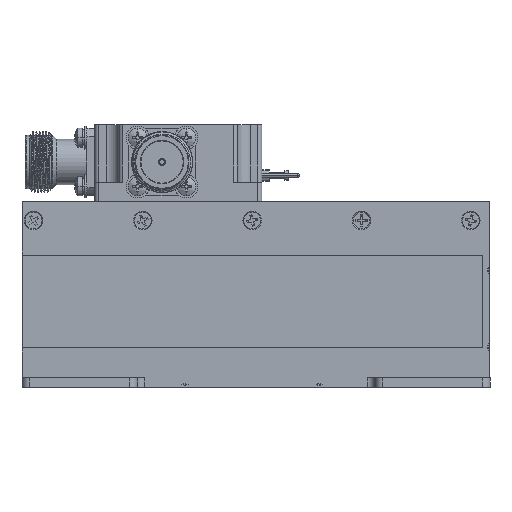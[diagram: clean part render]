
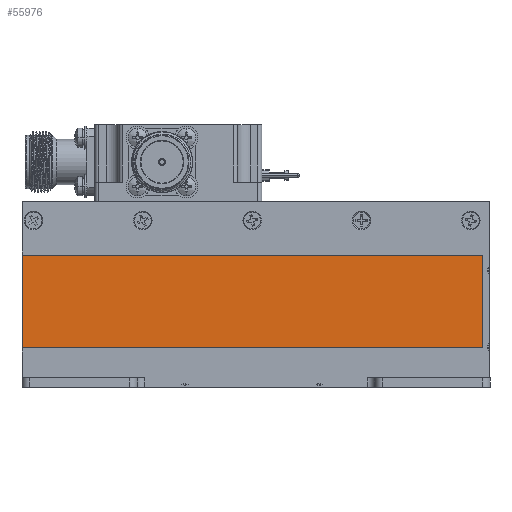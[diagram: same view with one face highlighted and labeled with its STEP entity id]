
A CAD part, left-side view. The second image highlights one B-rep face of the part: STEP entity #55976.
In plain terms, the highlighted planar face has unit normal (-1, 0, 0).
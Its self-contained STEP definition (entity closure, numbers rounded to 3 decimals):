
#3033 = CARTESIAN_POINT ( 'NONE',  ( 50.127, -57.5, -58.2 ) ) ;
#3625 = CARTESIAN_POINT ( 'NONE',  ( 50.127, 62.5, -34. ) ) ;
#3908 = LINE ( 'NONE', #54522, #80397 ) ;
#4618 = EDGE_CURVE ( 'NONE', #11560, #89765, #71323, .T. ) ;
#5264 = FACE_OUTER_BOUND ( 'NONE', #83000, .T. ) ;
#11560 = VERTEX_POINT ( 'NONE', #85467 ) ;
#15345 = CARTESIAN_POINT ( 'NONE',  ( 50.127, -57.5, -34. ) ) ;
#21219 = LINE ( 'NONE', #38284, #39046 ) ;
#21648 = AXIS2_PLACEMENT_3D ( 'NONE', #46807, #109847, #81491 ) ;
#25020 = CARTESIAN_POINT ( 'NONE',  ( 50.127, -57.5, -34. ) ) ;
#25808 = EDGE_CURVE ( 'NONE', #37913, #11560, #21219, .T. ) ;
#37913 = VERTEX_POINT ( 'NONE', #3625 ) ;
#38284 = CARTESIAN_POINT ( 'NONE',  ( 50.127, 62.5, -34. ) ) ;
#38597 = DIRECTION ( 'NONE',  ( 0., 0., 1. ) ) ;
#39046 = VECTOR ( 'NONE', #46255, 1000. ) ;
#39975 = PLANE ( 'NONE',  #21648 ) ;
#46255 = DIRECTION ( 'NONE',  ( 0., 0., -1. ) ) ;
#46807 = CARTESIAN_POINT ( 'NONE',  ( 50.127, 62.5, -435.099 ) ) ;
#54522 = CARTESIAN_POINT ( 'NONE',  ( 50.127, -57.5, -58.2 ) ) ;
#55976 = ADVANCED_FACE ( 'NONE', ( #5264 ), #39975, .T. ) ;
#64846 = LINE ( 'NONE', #15345, #85009 ) ;
#65194 = ORIENTED_EDGE ( 'NONE', *, *, #4618, .T. ) ;
#71323 = LINE ( 'NONE', #97410, #105120 ) ;
#74785 = VERTEX_POINT ( 'NONE', #25020 ) ;
#79853 = DIRECTION ( 'NONE',  ( 0., -1., 0. ) ) ;
#80397 = VECTOR ( 'NONE', #38597, 1000. ) ;
#81491 = DIRECTION ( 'NONE',  ( 0., 0., -1. ) ) ;
#83000 = EDGE_LOOP ( 'NONE', ( #94758, #84061, #65194, #109620 ) ) ;
#84061 = ORIENTED_EDGE ( 'NONE', *, *, #25808, .T. ) ;
#84718 = DIRECTION ( 'NONE',  ( 0., -1., 0. ) ) ;
#85009 = VECTOR ( 'NONE', #84718, 1000. ) ;
#85467 = CARTESIAN_POINT ( 'NONE',  ( 50.127, 62.5, -58.2 ) ) ;
#87380 = EDGE_CURVE ( 'NONE', #37913, #74785, #64846, .T. ) ;
#89765 = VERTEX_POINT ( 'NONE', #3033 ) ;
#91453 = EDGE_CURVE ( 'NONE', #89765, #74785, #3908, .T. ) ;
#94758 = ORIENTED_EDGE ( 'NONE', *, *, #87380, .F. ) ;
#97410 = CARTESIAN_POINT ( 'NONE',  ( 50.127, 62.5, -58.2 ) ) ;
#105120 = VECTOR ( 'NONE', #79853, 1000. ) ;
#109620 = ORIENTED_EDGE ( 'NONE', *, *, #91453, .T. ) ;
#109847 = DIRECTION ( 'NONE',  ( -1., 0., 0. ) ) ;
